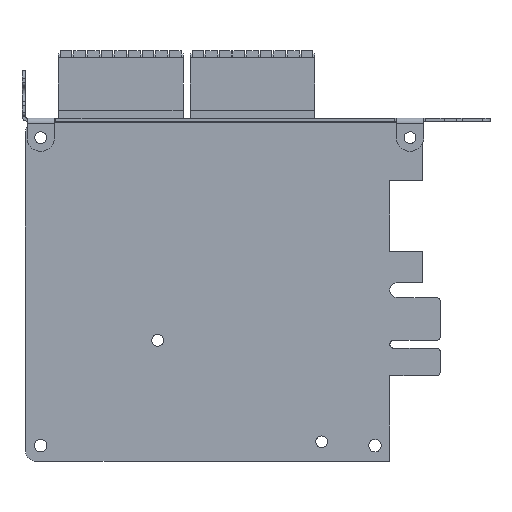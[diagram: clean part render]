
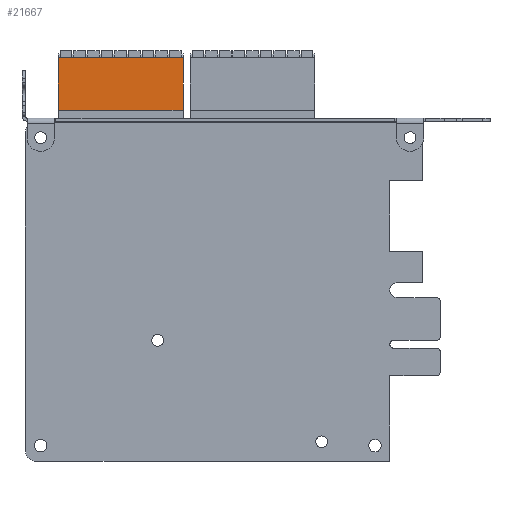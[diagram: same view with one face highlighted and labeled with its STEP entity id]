
A CAD part, front view. The second image highlights one B-rep face of the part: STEP entity #21667.
In plain terms, the highlighted planar face has unit normal (0, -1, 0).
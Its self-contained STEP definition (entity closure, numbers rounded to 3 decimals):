
#1627 = PLANE ( 'NONE',  #27995 ) ;
#3324 = VECTOR ( 'NONE', #29616, 1000. ) ;
#5554 = ORIENTED_EDGE ( 'NONE', *, *, #26925, .F. ) ;
#6616 = EDGE_CURVE ( 'NONE', #10517, #35861, #25794, .T. ) ;
#7018 = VERTEX_POINT ( 'NONE', #26361 ) ;
#9679 = VECTOR ( 'NONE', #13638, 1000. ) ;
#10417 = EDGE_CURVE ( 'NONE', #10517, #12145, #17749, .T. ) ;
#10517 = VERTEX_POINT ( 'NONE', #28770 ) ;
#12145 = VERTEX_POINT ( 'NONE', #42716 ) ;
#13638 = DIRECTION ( 'NONE',  ( -1., 0., 0. ) ) ;
#14544 = CARTESIAN_POINT ( 'NONE',  ( -6.25, 0., 46.5 ) ) ;
#14764 = VECTOR ( 'NONE', #26027, 1000. ) ;
#15602 = LINE ( 'NONE', #19720, #3324 ) ;
#15735 = LINE ( 'NONE', #26760, #38694 ) ;
#17653 = DIRECTION ( 'NONE',  ( 0., -1., 0. ) ) ;
#17749 = LINE ( 'NONE', #14544, #9679 ) ;
#18146 = CARTESIAN_POINT ( 'NONE',  ( -6.25, 0., 60. ) ) ;
#18975 = ORIENTED_EDGE ( 'NONE', *, *, #6616, .T. ) ;
#19068 = FACE_OUTER_BOUND ( 'NONE', #41684, .T. ) ;
#19720 = CARTESIAN_POINT ( 'NONE',  ( -38.25, 0., 46.5 ) ) ;
#21667 = ADVANCED_FACE ( 'NONE', ( #19068 ), #1627, .T. ) ;
#23945 = ORIENTED_EDGE ( 'NONE', *, *, #10417, .F. ) ;
#25794 = LINE ( 'NONE', #32692, #14764 ) ;
#26027 = DIRECTION ( 'NONE',  ( 0., 0., 1. ) ) ;
#26361 = CARTESIAN_POINT ( 'NONE',  ( -38.25, 0., 60. ) ) ;
#26693 = ORIENTED_EDGE ( 'NONE', *, *, #40500, .T. ) ;
#26760 = CARTESIAN_POINT ( 'NONE',  ( -6.25, 0., 60. ) ) ;
#26925 = EDGE_CURVE ( 'NONE', #12145, #7018, #15602, .T. ) ;
#27995 = AXIS2_PLACEMENT_3D ( 'NONE', #33072, #17653, #41758 ) ;
#28770 = CARTESIAN_POINT ( 'NONE',  ( -6.25, 0., 46.5 ) ) ;
#29294 = DIRECTION ( 'NONE',  ( -1., 0., 0. ) ) ;
#29616 = DIRECTION ( 'NONE',  ( 0., 0., 1. ) ) ;
#32692 = CARTESIAN_POINT ( 'NONE',  ( -6.25, 0., 46.5 ) ) ;
#33072 = CARTESIAN_POINT ( 'NONE',  ( -6.25, 0., 46.5 ) ) ;
#35861 = VERTEX_POINT ( 'NONE', #18146 ) ;
#38694 = VECTOR ( 'NONE', #29294, 1000. ) ;
#40500 = EDGE_CURVE ( 'NONE', #35861, #7018, #15735, .T. ) ;
#41684 = EDGE_LOOP ( 'NONE', ( #5554, #23945, #18975, #26693 ) ) ;
#41758 = DIRECTION ( 'NONE',  ( 0., 0., -1. ) ) ;
#42716 = CARTESIAN_POINT ( 'NONE',  ( -38.25, 0., 46.5 ) ) ;
